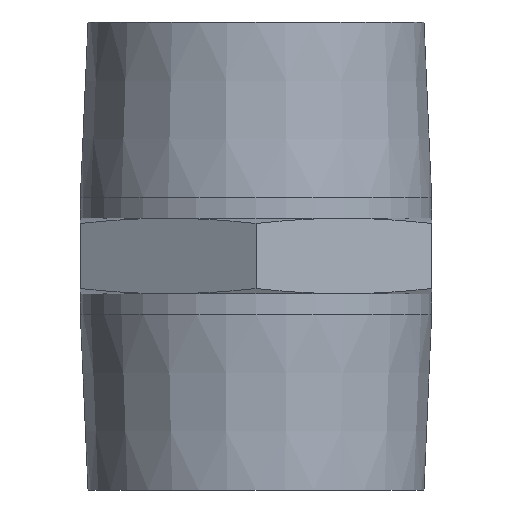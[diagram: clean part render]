
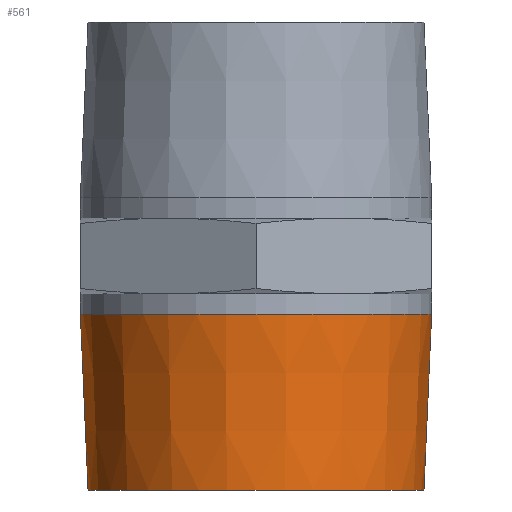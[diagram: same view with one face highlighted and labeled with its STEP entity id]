
A CAD part, front view. The second image highlights one B-rep face of the part: STEP entity #561.
In plain terms, the highlighted conical face has half-angle 2.5 degrees and reference radius 17 mm.
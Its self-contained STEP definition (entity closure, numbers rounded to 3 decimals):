
#30=CIRCLE('',#600,16.258);
#31=CIRCLE('',#602,17.);
#49=CONICAL_SURFACE('',#601,17.,0.044);
#139=ORIENTED_EDGE('',*,*,#221,.F.);
#140=ORIENTED_EDGE('',*,*,#220,.F.);
#220=EDGE_CURVE('',#258,#258,#30,.T.);
#221=EDGE_CURVE('',#259,#259,#31,.T.);
#258=VERTEX_POINT('',#878);
#259=VERTEX_POINT('',#881);
#291=EDGE_LOOP('',(#139));
#292=EDGE_LOOP('',(#140));
#327=FACE_BOUND('',#291,.T.);
#328=FACE_BOUND('',#292,.T.);
#561=ADVANCED_FACE('',(#327,#328),#49,.T.);
#600=AXIS2_PLACEMENT_3D('',#877,#675,#676);
#601=AXIS2_PLACEMENT_3D('',#879,#677,#678);
#602=AXIS2_PLACEMENT_3D('',#880,#679,#680);
#675=DIRECTION('',(0.,0.,-1.));
#676=DIRECTION('',(-1.,0.,0.));
#677=DIRECTION('',(0.,0.,1.));
#678=DIRECTION('',(1.,0.,0.));
#679=DIRECTION('',(0.,0.,1.));
#680=DIRECTION('',(1.,0.,0.));
#877=CARTESIAN_POINT('',(0.,0.,-19.));
#878=CARTESIAN_POINT('',(-16.258,0.,-19.));
#879=CARTESIAN_POINT('',(0.,0.,-2.));
#880=CARTESIAN_POINT('',(0.,0.,-2.));
#881=CARTESIAN_POINT('',(17.,0.,-2.));
